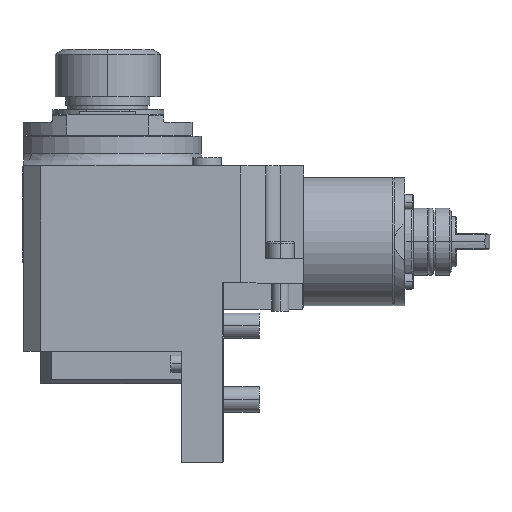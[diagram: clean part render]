
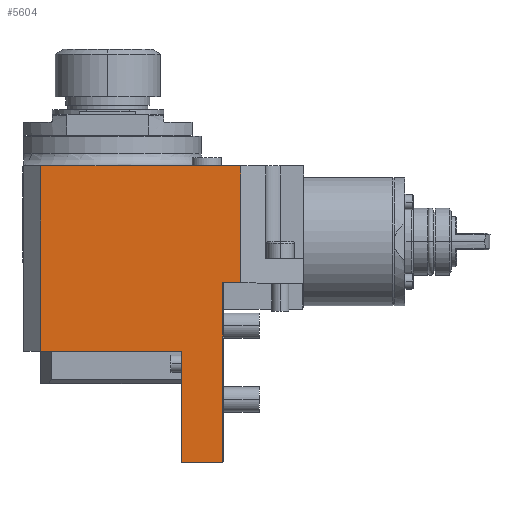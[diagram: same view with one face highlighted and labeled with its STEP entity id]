
A CAD part, front view. The second image highlights one B-rep face of the part: STEP entity #5604.
In plain terms, the highlighted planar face has unit normal (0, -1, 0).
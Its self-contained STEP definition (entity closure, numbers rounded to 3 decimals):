
#610=DIRECTION('',(0.,0.,-1.));
#611=VECTOR('',#610,55.5);
#612=CARTESIAN_POINT('',(8.144,-50.,36.));
#613=LINE('',#612,#611);
#614=DIRECTION('',(-1.,0.,0.));
#615=VECTOR('',#614,8.644);
#616=CARTESIAN_POINT('',(8.144,-50.,-19.5));
#617=LINE('',#616,#615);
#618=DIRECTION('',(0.,0.,1.));
#619=VECTOR('',#618,85.5);
#620=CARTESIAN_POINT('',(-0.5,-50.,-105.));
#621=LINE('',#620,#619);
#622=DIRECTION('',(1.,0.,0.));
#623=VECTOR('',#622,19.5);
#624=CARTESIAN_POINT('',(-20.,-50.,-105.));
#625=LINE('',#624,#623);
#626=DIRECTION('',(0.,0.,-1.));
#627=VECTOR('',#626,53.);
#628=CARTESIAN_POINT('',(-20.,-50.,-52.));
#629=LINE('',#628,#627);
#630=DIRECTION('',(1.,0.,0.));
#631=VECTOR('',#630,67.);
#632=CARTESIAN_POINT('',(-87.,-50.,-52.));
#633=LINE('',#632,#631);
#634=DIRECTION('',(0.,0.,1.));
#635=VECTOR('',#634,88.);
#636=CARTESIAN_POINT('',(-87.,-50.,-52.));
#637=LINE('',#636,#635);
#638=DIRECTION('',(-1.,0.,0.));
#639=VECTOR('',#638,24.912);
#640=CARTESIAN_POINT('',(-62.088,-50.,36.));
#641=LINE('',#640,#639);
#684=DIRECTION('',(-1.,0.,0.));
#685=VECTOR('',#684,56.056);
#686=CARTESIAN_POINT('',(8.144,-50.,36.));
#687=LINE('',#686,#685);
#2309=CARTESIAN_POINT('',(-62.088,-50.,36.));
#2310=CARTESIAN_POINT('',(-61.616,-50.,36.));
#2311=CARTESIAN_POINT('',(-60.673,-50.,36.002));
#2312=CARTESIAN_POINT('',(-59.255,-50.,36.008));
#2313=CARTESIAN_POINT('',(-57.837,-50.,36.015));
#2314=CARTESIAN_POINT('',(-56.419,-50.,36.02));
#2315=CARTESIAN_POINT('',(-55.,-50.,36.021));
#2316=CARTESIAN_POINT('',(-53.581,-50.,36.02));
#2317=CARTESIAN_POINT('',(-52.163,-50.,36.015));
#2318=CARTESIAN_POINT('',(-50.745,-50.,36.008));
#2319=CARTESIAN_POINT('',(-49.327,-50.,36.002));
#2320=CARTESIAN_POINT('',(-48.384,-50.,36.));
#2321=CARTESIAN_POINT('',(-47.912,-50.,36.));
#4096=CARTESIAN_POINT('',(-20.,-50.,-52.));
#4097=CARTESIAN_POINT('',(-20.,-50.,-105.));
#4098=VERTEX_POINT('',#4096);
#4099=VERTEX_POINT('',#4097);
#4121=CARTESIAN_POINT('',(-62.087,-50.,36.));
#4123=VERTEX_POINT('',#4121);
#4127=VERTEX_POINT('',#2321);
#4133=CARTESIAN_POINT('',(-87.,-50.,-52.));
#4134=CARTESIAN_POINT('',(-87.,-50.,36.));
#4135=VERTEX_POINT('',#4133);
#4136=VERTEX_POINT('',#4134);
#4167=CARTESIAN_POINT('',(-0.5,-50.,-105.));
#4168=VERTEX_POINT('',#4167);
#4407=CARTESIAN_POINT('',(8.144,-50.,36.));
#4408=CARTESIAN_POINT('',(8.144,-50.,-19.5));
#4409=VERTEX_POINT('',#4407);
#4410=VERTEX_POINT('',#4408);
#4509=CARTESIAN_POINT('',(-0.5,-50.,-19.5));
#4510=VERTEX_POINT('',#4509);
#5582=CARTESIAN_POINT('',(0.,-50.,0.));
#5583=DIRECTION('',(0.,-1.,0.));
#5584=DIRECTION('',(0.,0.,1.));
#5585=AXIS2_PLACEMENT_3D('',#5582,#5583,#5584);
#5586=PLANE('',#5585);
#5588=ORIENTED_EDGE('',*,*,#5587,.F.);
#5590=ORIENTED_EDGE('',*,*,#5589,.T.);
#5591=ORIENTED_EDGE('',*,*,#5256,.T.);
#5592=ORIENTED_EDGE('',*,*,#5275,.F.);
#5593=ORIENTED_EDGE('',*,*,#5375,.F.);
#5594=ORIENTED_EDGE('',*,*,#5515,.F.);
#5595=ORIENTED_EDGE('',*,*,#5480,.F.);
#5597=ORIENTED_EDGE('',*,*,#5596,.T.);
#5599=ORIENTED_EDGE('',*,*,#5598,.F.);
#5601=ORIENTED_EDGE('',*,*,#5600,.T.);
#5602=EDGE_LOOP('',(#5588,#5590,#5591,#5592,#5593,#5594,#5595,#5597,#5599,
#5601));
#5603=FACE_OUTER_BOUND('',#5602,.F.);
#5604=ADVANCED_FACE('',(#5603),#5586,.T.);
#2322=B_SPLINE_CURVE_WITH_KNOTS('',3,(#2309,#2310,#2311,#2312,#2313,#2314,#2315,
#2316,#2317,#2318,#2319,#2320,#2321),.UNSPECIFIED.,.F.,.F.,(4,1,1,1,1,1,1,1,1,1,
4),(0.,0.1,0.2,0.3,0.4,0.5,0.6,0.7,0.8,0.9,1.),
.UNSPECIFIED.);
#5256=EDGE_CURVE('',#4410,#4510,#617,.T.);
#5275=EDGE_CURVE('',#4168,#4510,#621,.T.);
#5375=EDGE_CURVE('',#4099,#4168,#625,.T.);
#5480=EDGE_CURVE('',#4135,#4098,#633,.T.);
#5515=EDGE_CURVE('',#4098,#4099,#629,.T.);
#5587=EDGE_CURVE('',#4409,#4127,#687,.T.);
#5589=EDGE_CURVE('',#4409,#4410,#613,.T.);
#5596=EDGE_CURVE('',#4135,#4136,#637,.T.);
#5598=EDGE_CURVE('',#4123,#4136,#641,.T.);
#5600=EDGE_CURVE('',#4123,#4127,#2322,.T.);
